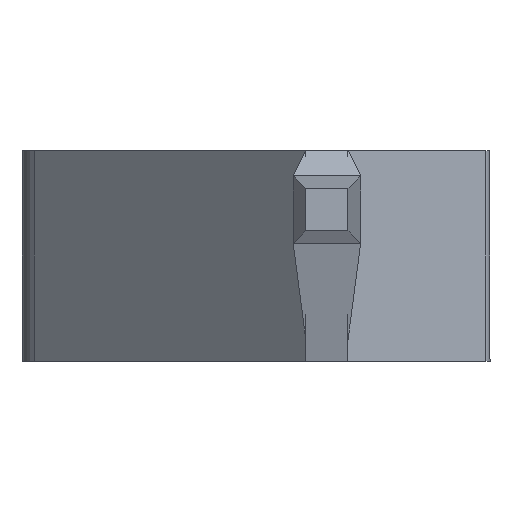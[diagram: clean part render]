
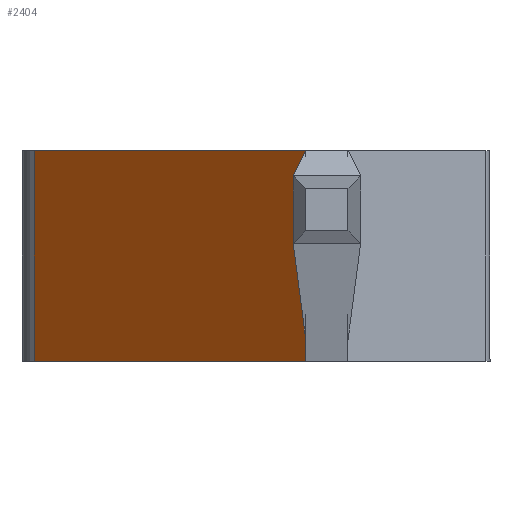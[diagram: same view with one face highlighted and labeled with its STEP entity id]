
A CAD part, front view. The second image highlights one B-rep face of the part: STEP entity #2404.
In plain terms, the highlighted planar face has unit normal (-0.707, -0.707, 0).
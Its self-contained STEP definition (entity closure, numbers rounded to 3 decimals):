
#29=DIRECTION('',(0.707,-0.707,0.));
#30=VECTOR('',#29,9.107);
#31=CARTESIAN_POINT('',(-6.94,-1.629,2.5));
#32=LINE('',#31,#30);
#443=DIRECTION('',(0.,0.,1.));
#444=VECTOR('',#443,5.);
#445=CARTESIAN_POINT('',(-0.5,-8.068,-2.5));
#446=LINE('',#445,#444);
#673=DIRECTION('',(0.707,-0.707,0.));
#674=VECTOR('',#673,9.107);
#675=CARTESIAN_POINT('',(-6.94,-1.629,-2.5));
#676=LINE('',#675,#674);
#893=DIRECTION('',(0.,0.,1.));
#894=VECTOR('',#893,5.);
#895=CARTESIAN_POINT('',(-6.94,-1.629,-2.5));
#896=LINE('',#895,#894);
#1000=CARTESIAN_POINT('',(-6.94,-1.629,-2.5));
#1002=VERTEX_POINT('',#1000);
#1003=CARTESIAN_POINT('',(-0.5,-8.068,-2.5));
#1004=VERTEX_POINT('',#1003);
#1009=CARTESIAN_POINT('',(-0.5,-8.068,2.5));
#1011=VERTEX_POINT('',#1009);
#1115=CARTESIAN_POINT('',(-6.94,-1.629,2.5));
#1116=VERTEX_POINT('',#1115);
#2393=CARTESIAN_POINT('',(-6.94,-1.629,-5.));
#2394=DIRECTION('',(-0.707,-0.707,0.));
#2395=DIRECTION('',(0.707,-0.707,0.));
#2396=AXIS2_PLACEMENT_3D('',#2393,#2394,#2395);
#2397=PLANE('',#2396);
#2398=ORIENTED_EDGE('',*,*,#1711,.F.);
#2399=ORIENTED_EDGE('',*,*,#2388,.T.);
#2400=ORIENTED_EDGE('',*,*,#1188,.T.);
#2401=ORIENTED_EDGE('',*,*,#1593,.F.);
#2402=EDGE_LOOP('',(#2398,#2399,#2400,#2401));
#2403=FACE_OUTER_BOUND('',#2402,.F.);
#1188=EDGE_CURVE('',#1116,#1011,#32,.T.);
#1593=EDGE_CURVE('',#1004,#1011,#446,.T.);
#1711=EDGE_CURVE('',#1002,#1004,#676,.T.);
#2388=EDGE_CURVE('',#1002,#1116,#896,.T.);
#2404=ADVANCED_FACE('',(#2403),#2397,.T.);
